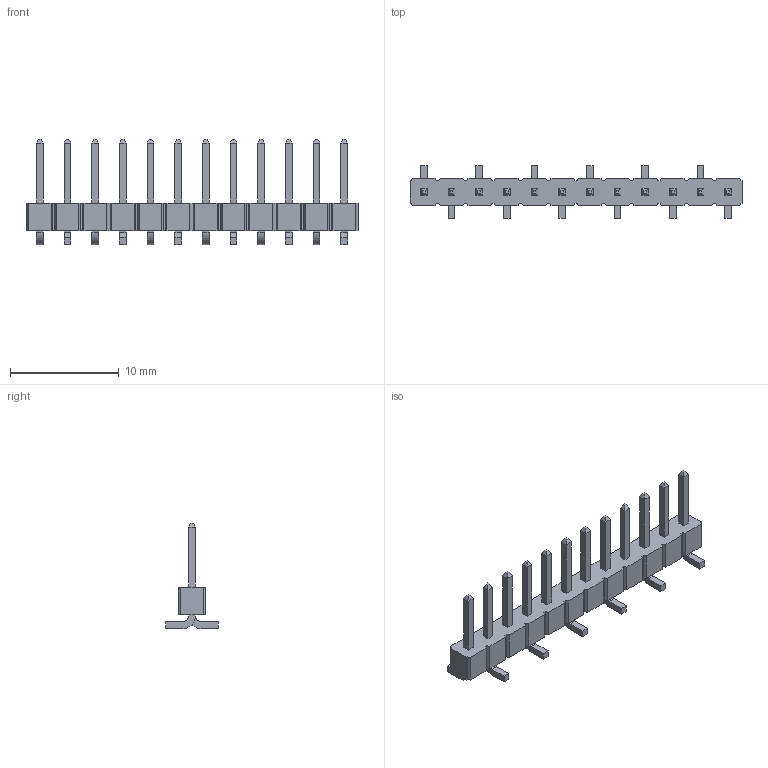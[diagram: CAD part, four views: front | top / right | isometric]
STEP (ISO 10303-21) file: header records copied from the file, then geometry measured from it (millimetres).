
FILE_DESCRIPTION (( 'STEP AP214' ), '1' );
FILE_NAME ('TSM-112-01-G-SV.STEP', '2021-03-11T10:17:52', ( '' ), ( '' ), 'SwSTEP 2.0', 'SolidWorks 2018', '' );
FILE_SCHEMA (( 'AUTOMOTIVE_DESIGN' ));
Length unit declared in the file: millimetre
Products named in the file (1): TSM-112-01-G-SV
Bounding box: 30.48 x 4.83 x 9.65 mm (x, y, z)
Volume: 233.4 mm3; surface area: 596.9 mm2
Topology: 1 solids, 1 shells, 318 faces, 828 edges, 536 vertices
Faces by surface type: plane 294, cylinder 24
Entity records: 13048 total; most frequent: CARTESIAN_POINT 1683, ORIENTED_EDGE 1656, DIRECTION 1514, EDGE_CURVE 828, VECTOR 780, LINE 780, VERTEX_POINT 536, AXIS2_PLACEMENT_3D 367
